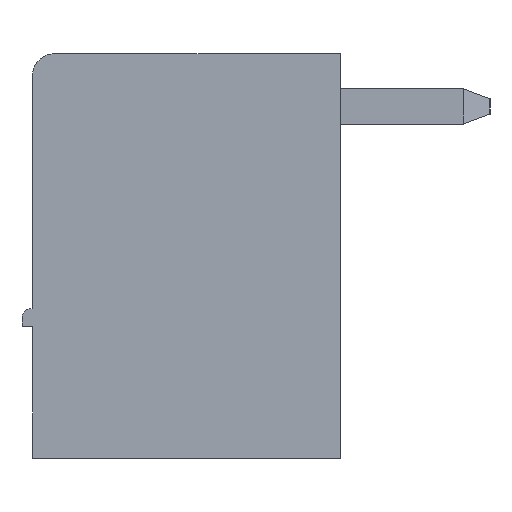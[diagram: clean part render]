
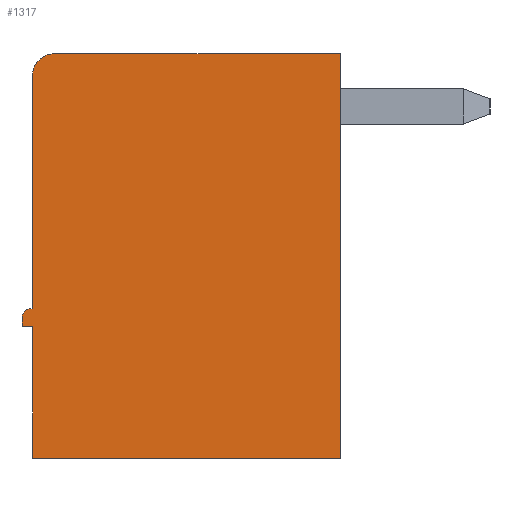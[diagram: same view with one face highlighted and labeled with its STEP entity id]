
A CAD part, left-side view. The second image highlights one B-rep face of the part: STEP entity #1317.
In plain terms, the highlighted planar face has unit normal (-1, 0, 0).
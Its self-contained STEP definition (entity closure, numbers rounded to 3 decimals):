
#205=CIRCLE('',#12500,0.2);
#206=CIRCLE('',#12501,0.5);
#709=FACE_OUTER_BOUND('',#2590,.T.);
#1317=ADVANCED_FACE('',(#709),#1904,.T.);
#1904=PLANE('',#12502);
#2590=EDGE_LOOP('',(#5455,#5456,#5457,#5458,#5459,#5460,#5461,#5462,#5463,
#5464));
#5455=ORIENTED_EDGE('',*,*,#8566,.F.);
#5456=ORIENTED_EDGE('',*,*,#8567,.F.);
#5457=ORIENTED_EDGE('',*,*,#8568,.F.);
#5458=ORIENTED_EDGE('',*,*,#8569,.F.);
#5459=ORIENTED_EDGE('',*,*,#8570,.F.);
#5460=ORIENTED_EDGE('',*,*,#8571,.F.);
#5461=ORIENTED_EDGE('',*,*,#8572,.F.);
#5462=ORIENTED_EDGE('',*,*,#7366,.F.);
#5463=ORIENTED_EDGE('',*,*,#8573,.F.);
#5464=ORIENTED_EDGE('',*,*,#8574,.F.);
#6274=VERTEX_POINT('',#16043);
#6276=VERTEX_POINT('',#16047);
#6998=VERTEX_POINT('',#18524);
#6999=VERTEX_POINT('',#18525);
#7000=VERTEX_POINT('',#18527);
#7001=VERTEX_POINT('',#18529);
#7002=VERTEX_POINT('',#18531);
#7003=VERTEX_POINT('',#18533);
#7004=VERTEX_POINT('',#18535);
#7005=VERTEX_POINT('',#18538);
#7366=EDGE_CURVE('',#6276,#6274,#9029,.T.);
#8566=EDGE_CURVE('',#6998,#6999,#10159,.T.);
#8567=EDGE_CURVE('',#7000,#6998,#10160,.T.);
#8568=EDGE_CURVE('',#7001,#7000,#205,.T.);
#8569=EDGE_CURVE('',#7002,#7001,#10161,.T.);
#8570=EDGE_CURVE('',#7003,#7002,#10162,.T.);
#8571=EDGE_CURVE('',#7004,#7003,#10163,.T.);
#8572=EDGE_CURVE('',#6274,#7004,#10164,.T.);
#8573=EDGE_CURVE('',#7005,#6276,#10165,.T.);
#8574=EDGE_CURVE('',#6999,#7005,#206,.T.);
#9029=LINE('',#16048,#10607);
#10159=LINE('',#18523,#11737);
#10160=LINE('',#18526,#11738);
#10161=LINE('',#18530,#11739);
#10162=LINE('',#18532,#11740);
#10163=LINE('',#18534,#11741);
#10164=LINE('',#18536,#11742);
#10165=LINE('',#18537,#11743);
#10607=VECTOR('',#12866,1.);
#11737=VECTOR('',#15116,1.);
#11738=VECTOR('',#15117,1.);
#11739=VECTOR('',#15120,1.);
#11740=VECTOR('',#15121,1.);
#11741=VECTOR('',#15122,1.);
#11742=VECTOR('',#15123,1.);
#11743=VECTOR('',#15124,1.);
#12500=AXIS2_PLACEMENT_3D('',#18528,#15118,#15119);
#12501=AXIS2_PLACEMENT_3D('',#18539,#15125,#15126);
#12502=AXIS2_PLACEMENT_3D('',#18540,#15127,#15128);
#12866=DIRECTION('',(0.,0.,-1.));
#15116=DIRECTION('',(0.,0.,1.));
#15117=DIRECTION('',(0.,-1.,0.));
#15118=DIRECTION('',(1.,0.,0.));
#15119=DIRECTION('',(0.,1.,0.));
#15120=DIRECTION('',(0.,0.,1.));
#15121=DIRECTION('',(0.,1.,0.));
#15122=DIRECTION('',(0.,0.,1.));
#15123=DIRECTION('',(0.,1.,0.));
#15124=DIRECTION('',(0.,-1.,0.));
#15125=DIRECTION('',(1.,0.,0.));
#15126=DIRECTION('',(0.,1.,0.));
#15127=DIRECTION('',(-1.,0.,0.));
#15128=DIRECTION('',(0.,0.,1.));
#16043=CARTESIAN_POINT('',(-0.83,0.05,80.8));
#16047=CARTESIAN_POINT('',(-0.83,0.05,90.));
#16048=CARTESIAN_POINT('',(-0.83,0.05,90.));
#18523=CARTESIAN_POINT('',(-0.83,7.05,84.2));
#18524=CARTESIAN_POINT('',(-0.83,7.05,84.2));
#18525=CARTESIAN_POINT('',(-0.83,7.05,89.5));
#18526=CARTESIAN_POINT('',(-0.83,7.09,84.2));
#18527=CARTESIAN_POINT('',(-0.83,7.09,84.2));
#18528=CARTESIAN_POINT('',(-0.83,7.09,84.));
#18529=CARTESIAN_POINT('',(-0.83,7.29,84.));
#18530=CARTESIAN_POINT('',(-0.83,7.29,83.8));
#18531=CARTESIAN_POINT('',(-0.83,7.29,83.8));
#18532=CARTESIAN_POINT('',(-0.83,7.05,83.8));
#18533=CARTESIAN_POINT('',(-0.83,7.05,83.8));
#18534=CARTESIAN_POINT('',(-0.83,7.05,80.8));
#18535=CARTESIAN_POINT('',(-0.83,7.05,80.8));
#18536=CARTESIAN_POINT('',(-0.83,0.05,80.8));
#18537=CARTESIAN_POINT('',(-0.83,6.55,90.));
#18538=CARTESIAN_POINT('',(-0.83,6.55,90.));
#18539=CARTESIAN_POINT('',(-0.83,6.55,89.5));
#18540=CARTESIAN_POINT('',(-0.83,3.55,80.8));
